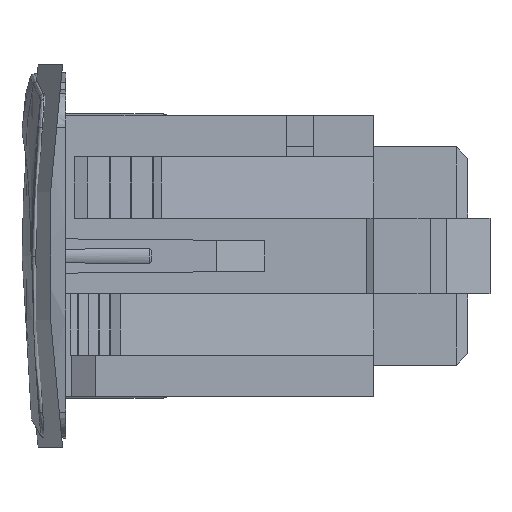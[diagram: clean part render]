
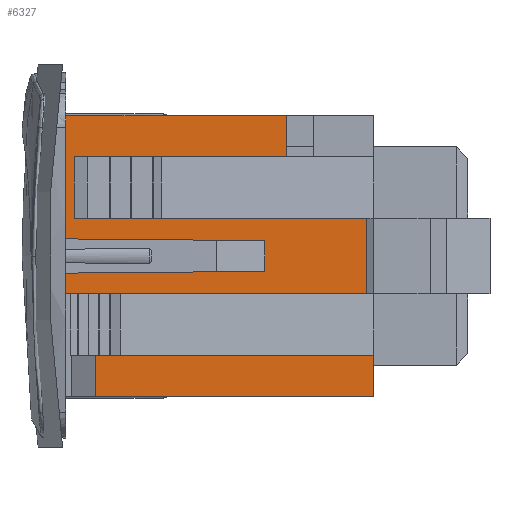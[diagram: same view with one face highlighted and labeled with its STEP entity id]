
A CAD part, left-side view. The second image highlights one B-rep face of the part: STEP entity #6327.
In plain terms, the highlighted planar face has unit normal (-1, 0, 0).
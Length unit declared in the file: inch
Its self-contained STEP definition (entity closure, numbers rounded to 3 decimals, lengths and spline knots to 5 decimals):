
#57=DIRECTION('',(0.,0.,-1.));
#58=VECTOR('',#57,0.36);
#59=CARTESIAN_POINT('',(-0.64,0.,0.41));
#60=LINE('',#59,#58);
#82=DIRECTION('',(0.,0.,-1.));
#83=VECTOR('',#82,0.06);
#84=CARTESIAN_POINT('',(-0.64,0.,-0.05));
#85=LINE('',#84,#83);
#279=DIRECTION('',(0.,-1.,0.));
#280=VECTOR('',#279,0.3);
#281=CARTESIAN_POINT('',(-0.64,0.,0.41));
#282=LINE('',#281,#280);
#283=DIRECTION('',(0.,-1.,0.));
#284=VECTOR('',#283,0.345);
#285=CARTESIAN_POINT('',(-0.64,-0.3,0.41));
#286=LINE('',#285,#284);
#287=DIRECTION('',(0.,0.,-1.));
#288=VECTOR('',#287,0.12);
#289=CARTESIAN_POINT('',(-0.64,-0.645,0.41));
#290=LINE('',#289,#288);
#291=DIRECTION('',(0.,1.,0.));
#292=VECTOR('',#291,0.025);
#293=CARTESIAN_POINT('',(-0.64,-0.645,0.29));
#294=LINE('',#293,#292);
#295=DIRECTION('',(0.,0.,1.));
#296=VECTOR('',#295,0.18);
#297=CARTESIAN_POINT('',(-0.64,-0.62,0.11));
#298=LINE('',#297,#296);
#299=DIRECTION('',(0.,1.,0.));
#300=VECTOR('',#299,0.25792);
#301=CARTESIAN_POINT('',(-0.64,-0.87792,0.11));
#302=LINE('',#301,#300);
#303=DIRECTION('',(0.,0.,1.));
#304=VECTOR('',#303,0.22);
#305=CARTESIAN_POINT('',(-0.64,-0.87792,-0.11));
#306=LINE('',#305,#304);
#307=DIRECTION('',(0.,1.,0.));
#308=VECTOR('',#307,0.29792);
#309=CARTESIAN_POINT('',(-0.64,-0.87792,-0.11));
#310=LINE('',#309,#308);
#311=DIRECTION('',(0.,0.,-1.));
#312=VECTOR('',#311,0.18);
#313=CARTESIAN_POINT('',(-0.64,-0.58,-0.11));
#314=LINE('',#313,#312);
#315=DIRECTION('',(0.,1.,0.));
#316=VECTOR('',#315,0.32);
#317=CARTESIAN_POINT('',(-0.64,-0.9,-0.29));
#318=LINE('',#317,#316);
#319=DIRECTION('',(0.,1.,0.));
#320=VECTOR('',#319,0.813);
#321=CARTESIAN_POINT('',(-0.64,-0.9,-0.41));
#322=LINE('',#321,#320);
#323=DIRECTION('',(0.,0.,1.));
#324=VECTOR('',#323,0.3);
#325=CARTESIAN_POINT('',(-0.64,-0.087,-0.41));
#326=LINE('',#325,#324);
#327=DIRECTION('',(0.,1.,0.));
#328=VECTOR('',#327,0.087);
#329=CARTESIAN_POINT('',(-0.64,-0.087,-0.11));
#330=LINE('',#329,#328);
#331=DIRECTION('',(0.,-1.,0.009));
#332=VECTOR('',#331,0.58225);
#333=CARTESIAN_POINT('',(-0.64,0.,-0.05));
#334=LINE('',#333,#332);
#335=DIRECTION('',(0.,0.,1.));
#336=VECTOR('',#335,0.08984);
#337=CARTESIAN_POINT('',(-0.64,-0.58222,-0.04492));
#338=LINE('',#337,#336);
#339=DIRECTION('',(0.,-1.,-0.009));
#340=VECTOR('',#339,0.58225);
#341=CARTESIAN_POINT('',(-0.64,0.,0.05));
#342=LINE('',#341,#340);
#537=DIRECTION('',(0.,0.,1.));
#538=VECTOR('',#537,0.12);
#539=CARTESIAN_POINT('',(-0.64,-0.9,-0.41));
#540=LINE('',#539,#538);
#4958=CARTESIAN_POINT('',(-0.64,-0.9,-0.41));
#4960=VERTEX_POINT('',#4958);
#5718=CARTESIAN_POINT('',(-0.64,-0.87792,0.11));
#5719=CARTESIAN_POINT('',(-0.64,-0.62,0.11));
#5720=VERTEX_POINT('',#5718);
#5721=VERTEX_POINT('',#5719);
#5728=CARTESIAN_POINT('',(-0.64,-0.62,0.29));
#5729=VERTEX_POINT('',#5728);
#5752=CARTESIAN_POINT('',(-0.64,-0.87792,-0.11));
#5753=CARTESIAN_POINT('',(-0.64,-0.58,-0.11));
#5754=VERTEX_POINT('',#5752);
#5755=VERTEX_POINT('',#5753);
#5756=CARTESIAN_POINT('',(-0.64,-0.9,-0.29));
#5757=CARTESIAN_POINT('',(-0.64,-0.58,-0.29));
#5758=VERTEX_POINT('',#5756);
#5759=VERTEX_POINT('',#5757);
#5829=CARTESIAN_POINT('',(-0.64,-0.087,-0.41));
#5831=VERTEX_POINT('',#5829);
#5832=CARTESIAN_POINT('',(-0.64,-0.087,-0.11));
#5833=CARTESIAN_POINT('',(-0.64,0.,-0.11));
#5834=VERTEX_POINT('',#5832);
#5835=VERTEX_POINT('',#5833);
#5873=CARTESIAN_POINT('',(-0.64,0.,-0.05));
#5875=VERTEX_POINT('',#5873);
#5877=CARTESIAN_POINT('',(-0.64,0.,0.05));
#5879=VERTEX_POINT('',#5877);
#5880=CARTESIAN_POINT('',(-0.64,-0.58222,-0.04492));
#5881=VERTEX_POINT('',#5880);
#5882=CARTESIAN_POINT('',(-0.64,-0.58222,0.04492));
#5883=VERTEX_POINT('',#5882);
#5912=CARTESIAN_POINT('',(-0.64,-0.645,0.41));
#5914=VERTEX_POINT('',#5912);
#5924=CARTESIAN_POINT('',(-0.64,-0.645,0.29));
#5925=VERTEX_POINT('',#5924);
#5935=CARTESIAN_POINT('',(-0.64,0.,0.41));
#5937=VERTEX_POINT('',#5935);
#5938=CARTESIAN_POINT('',(-0.64,-0.3,0.41));
#5940=VERTEX_POINT('',#5938);
#6286=CARTESIAN_POINT('',(-0.64,0.,-0.41));
#6287=DIRECTION('',(-1.,0.,0.));
#6288=DIRECTION('',(0.,-1.,0.));
#6289=AXIS2_PLACEMENT_3D('',#6286,#6287,#6288);
#6290=PLANE('',#6289);
#6292=ORIENTED_EDGE('',*,*,#6291,.T.);
#6293=ORIENTED_EDGE('',*,*,#6217,.T.);
#6294=ORIENTED_EDGE('',*,*,#6262,.T.);
#6296=ORIENTED_EDGE('',*,*,#6295,.T.);
#6298=ORIENTED_EDGE('',*,*,#6297,.F.);
#6300=ORIENTED_EDGE('',*,*,#6299,.F.);
#6302=ORIENTED_EDGE('',*,*,#6301,.F.);
#6304=ORIENTED_EDGE('',*,*,#6303,.T.);
#6306=ORIENTED_EDGE('',*,*,#6305,.T.);
#6308=ORIENTED_EDGE('',*,*,#6307,.F.);
#6310=ORIENTED_EDGE('',*,*,#6309,.F.);
#6312=ORIENTED_EDGE('',*,*,#6311,.T.);
#6314=ORIENTED_EDGE('',*,*,#6313,.T.);
#6316=ORIENTED_EDGE('',*,*,#6315,.T.);
#6317=ORIENTED_EDGE('',*,*,#6083,.F.);
#6319=ORIENTED_EDGE('',*,*,#6318,.T.);
#6321=ORIENTED_EDGE('',*,*,#6320,.T.);
#6323=ORIENTED_EDGE('',*,*,#6322,.F.);
#6324=ORIENTED_EDGE('',*,*,#6071,.F.);
#6325=EDGE_LOOP('',(#6292,#6293,#6294,#6296,#6298,#6300,#6302,#6304,#6306,#6308,
#6310,#6312,#6314,#6316,#6317,#6319,#6321,#6323,#6324));
#6326=FACE_OUTER_BOUND('',#6325,.F.);
#6071=EDGE_CURVE('',#5937,#5879,#60,.T.);
#6083=EDGE_CURVE('',#5875,#5835,#85,.T.);
#6217=EDGE_CURVE('',#5940,#5914,#286,.T.);
#6262=EDGE_CURVE('',#5914,#5925,#290,.T.);
#6291=EDGE_CURVE('',#5937,#5940,#282,.T.);
#6295=EDGE_CURVE('',#5925,#5729,#294,.T.);
#6297=EDGE_CURVE('',#5721,#5729,#298,.T.);
#6299=EDGE_CURVE('',#5720,#5721,#302,.T.);
#6301=EDGE_CURVE('',#5754,#5720,#306,.T.);
#6303=EDGE_CURVE('',#5754,#5755,#310,.T.);
#6305=EDGE_CURVE('',#5755,#5759,#314,.T.);
#6307=EDGE_CURVE('',#5758,#5759,#318,.T.);
#6309=EDGE_CURVE('',#4960,#5758,#540,.T.);
#6311=EDGE_CURVE('',#4960,#5831,#322,.T.);
#6313=EDGE_CURVE('',#5831,#5834,#326,.T.);
#6315=EDGE_CURVE('',#5834,#5835,#330,.T.);
#6318=EDGE_CURVE('',#5875,#5881,#334,.T.);
#6320=EDGE_CURVE('',#5881,#5883,#338,.T.);
#6322=EDGE_CURVE('',#5879,#5883,#342,.T.);
#6327=ADVANCED_FACE('',(#6326),#6290,.T.);
